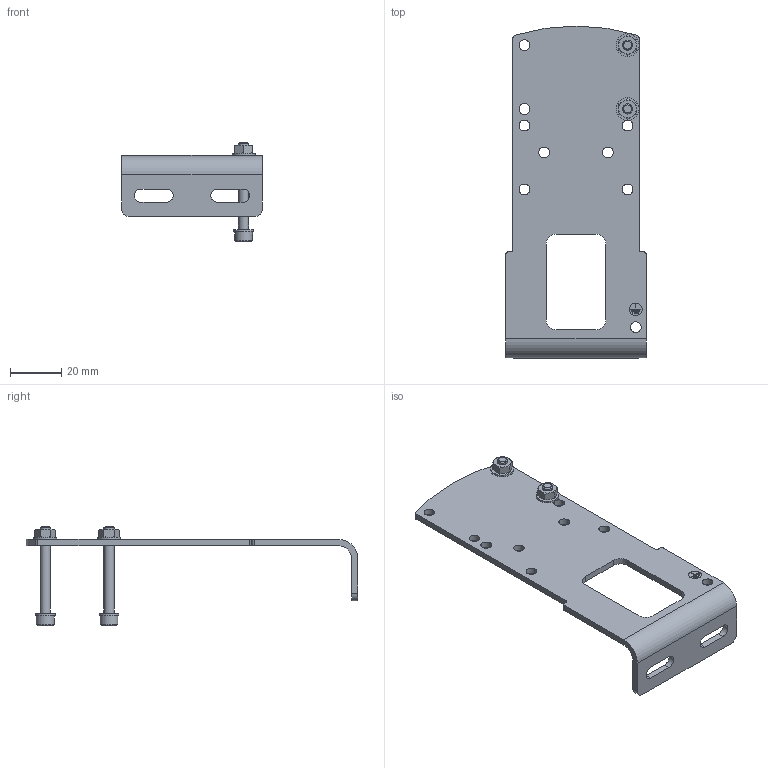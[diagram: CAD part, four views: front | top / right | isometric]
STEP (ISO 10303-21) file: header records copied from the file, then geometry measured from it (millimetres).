
FILE_DESCRIPTION(/* description */ ('STEP AP214'),/* implementation_level */ '2;1');
FILE_NAME(/* name */ '2293485_VAME-B10-25-A',/* time_stamp */ '2024-09-12T06:07:53+02:00',/* author */ ('License CC BY-ND 4.0'),/* organization */ ('CADENAS'),/* preprocessor_version */ 'ST-DEVELOPER v19.3',/* originating_system */ 'PARTsolutions',/* authorisation */ ' ');
FILE_SCHEMA (('FEATURE_BASED_PROCESS_PLANNING','AP242_MANAGED_MODEL_BASED_3D_ENGINEERING_MIM_LF { 1 0 10303 442 3 1 4 }','AUTOMOTIVE_DESIGN {1 0 10303 214 3 1 1}'));
Length unit declared in the file: millimetre
Products named in the file (6): 2293485 VAME-B10-25-A; 2293485 VAME-B10-25-A---(W); DIN-125A-1 -4.3(F); DIN 934 - M4(F); DIN-912 - M4x35(F); 371127 SCHEIBE 4.2X7.8
Assembly tree (9 placements, depth 2):
  2293485 VAME-B10-25-A
    2293485 VAME-B10-25-A---(W)
    DIN-125A-1 -4.3(F)  x2
    DIN 934 - M4(F)  x2
    DIN-912 - M4x35(F)  x2
    371127 SCHEIBE 4.2X7.8  x2
Bounding box: 55 x 130 x 39 mm (x, y, z)
Volume: 17627.8 mm3; surface area: 16770.2 mm2
Topology: 9 solids, 9 shells, 168 faces, 384 edges, 240 vertices
Faces by surface type: plane 93, cylinder 45, cone 30
Full cylindrical faces by diameter (mm): 3.242 x2, 4 x2, 4.2 x13, 4.3 x2, 5 x1, 7 x2, 7.8 x2, 9 x2
Entity records: 3586 total; most frequent: CARTESIAN_POINT 638, DIRECTION 592, ORIENTED_EDGE 512, EDGE_CURVE 256, AXIS2_PLACEMENT_3D 225, FACE_BOUND 187, EDGE_LOOP 186, VERTEX_POINT 181
